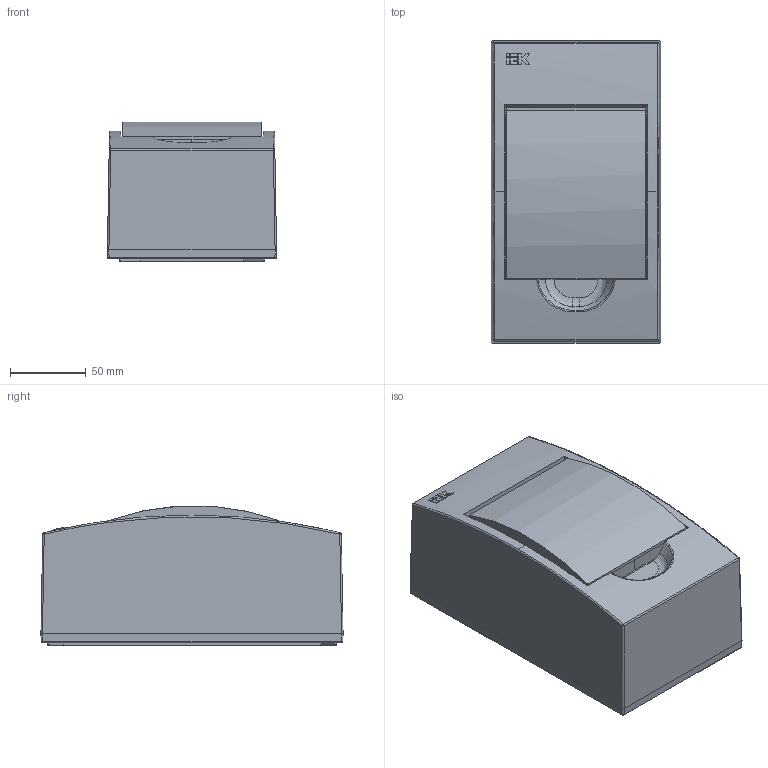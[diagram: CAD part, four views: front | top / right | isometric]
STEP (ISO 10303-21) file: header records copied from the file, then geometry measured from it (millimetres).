
FILE_DESCRIPTION (( 'STEP AP203' ), '1' );
FILE_NAME ('3MKP12-N-04-40-20 Áîêñ ÙÐÍ-Ï-4 ìîäóëÿ íàâåñí.ïëàñòèê IP41.STEP', '2016-08-12T11:15:42', ( '' ), ( '' ), 'SwSTEP 2.0', 'SolidWorks 2014', '' );
FILE_SCHEMA (( 'CONFIG_CONTROL_DESIGN' ));
Length unit declared in the file: millimetre
Products named in the file (2): 3MKP12-N-04-40-20 Áîêñ ÙÐÍ-Ï-4 ìîäóëÿ íàâåñí.ïëàñòèê IP41
Bounding box: 112 x 200 x 92.57 mm (x, y, z)
Volume: 228502 mm3; surface area: 247528.7 mm2
Topology: 4 solids, 4 shells, 1187 faces, 3256 edges, 2139 vertices
Faces by surface type: plane 789, bspline 217, cylinder 102, cone 79
Entity records: 44030 total; most frequent: CARTESIAN_POINT 15391, ORIENTED_EDGE 6504, DIRECTION 4952, EDGE_CURVE 3252, LINE 2332, VECTOR 2332, VERTEX_POINT 2139, AXIS2_PLACEMENT_3D 1310
